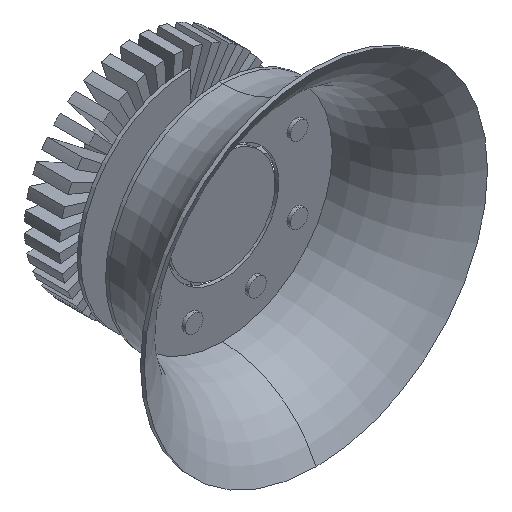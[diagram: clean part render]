
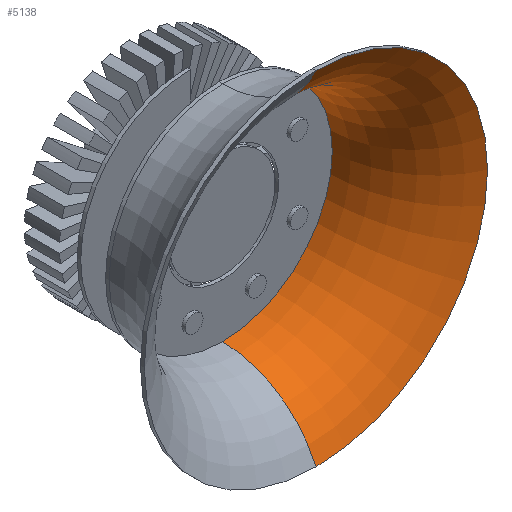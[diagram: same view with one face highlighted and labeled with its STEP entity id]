
A CAD part, isometric view. The second image highlights one B-rep face of the part: STEP entity #5138.
In plain terms, the highlighted toroidal (fillet/blend) face has major radius 120.141 mm and minor radius 57.738 mm.
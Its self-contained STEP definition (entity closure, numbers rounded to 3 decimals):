
#635 = AXIS2_PLACEMENT_3D ( 'NONE', #6305, #2820, #6871 ) ;
#737 = DIRECTION ( 'NONE',  ( 0., 1., 0. ) ) ;
#784 = AXIS2_PLACEMENT_3D ( 'NONE', #1758, #5836, #2338 ) ;
#802 = CARTESIAN_POINT ( 'NONE',  ( 0., -83.112, 97.499 ) ) ;
#846 = VERTEX_POINT ( 'NONE', #6150 ) ;
#975 = ORIENTED_EDGE ( 'NONE', *, *, #6695, .F. ) ;
#1065 = CIRCLE ( 'NONE', #2511, 57.738 ) ;
#1516 = VERTEX_POINT ( 'NONE', #802 ) ;
#1596 = CARTESIAN_POINT ( 'NONE',  ( 0., -30., -120.141 ) ) ;
#1758 = CARTESIAN_POINT ( 'NONE',  ( 0., -83.112, 0. ) ) ;
#1921 = CARTESIAN_POINT ( 'NONE',  ( 0., -30., 0. ) ) ;
#1970 = EDGE_CURVE ( 'NONE', #5393, #1516, #2644, .T. ) ;
#1977 = CIRCLE ( 'NONE', #784, 97.499 ) ;
#2177 = DIRECTION ( 'NONE',  ( 0., 0., -1. ) ) ;
#2338 = DIRECTION ( 'NONE',  ( 0., 0., 1. ) ) ;
#2406 = EDGE_CURVE ( 'NONE', #5393, #4947, #6001, .T. ) ;
#2511 = AXIS2_PLACEMENT_3D ( 'NONE', #1596, #5663, #2177 ) ;
#2644 = CIRCLE ( 'NONE', #635, 57.738 ) ;
#2721 = CARTESIAN_POINT ( 'NONE',  ( 0., -30., 0. ) ) ;
#2820 = DIRECTION ( 'NONE',  ( -1., 0., 0. ) ) ;
#3314 = DIRECTION ( 'NONE',  ( 0., 0., 1. ) ) ;
#4212 = AXIS2_PLACEMENT_3D ( 'NONE', #2721, #6777, #3314 ) ;
#4215 = AXIS2_PLACEMENT_3D ( 'NONE', #1921, #737, #5987 ) ;
#4425 = TOROIDAL_SURFACE ( 'NONE', #4215, 120.141, 57.738 ) ;
#4937 = CARTESIAN_POINT ( 'NONE',  ( 0., -30., -62.404 ) ) ;
#4947 = VERTEX_POINT ( 'NONE', #4937 ) ;
#5029 = ORIENTED_EDGE ( 'NONE', *, *, #1970, .F. ) ;
#5138 = ADVANCED_FACE ( 'NONE', ( #5972 ), #4425, .T. ) ;
#5321 = EDGE_LOOP ( 'NONE', ( #6776, #5852, #975, #5029 ) ) ;
#5372 = EDGE_CURVE ( 'NONE', #4947, #846, #1065, .T. ) ;
#5393 = VERTEX_POINT ( 'NONE', #5688 ) ;
#5663 = DIRECTION ( 'NONE',  ( 1., 0., 0. ) ) ;
#5688 = CARTESIAN_POINT ( 'NONE',  ( 0., -30., 62.404 ) ) ;
#5836 = DIRECTION ( 'NONE',  ( 0., 1., 0. ) ) ;
#5852 = ORIENTED_EDGE ( 'NONE', *, *, #5372, .T. ) ;
#5972 = FACE_OUTER_BOUND ( 'NONE', #5321, .T. ) ;
#5987 = DIRECTION ( 'NONE',  ( 0., 0., 1. ) ) ;
#6001 = CIRCLE ( 'NONE', #4212, 62.404 ) ;
#6150 = CARTESIAN_POINT ( 'NONE',  ( 0., -83.112, -97.499 ) ) ;
#6305 = CARTESIAN_POINT ( 'NONE',  ( 0., -30., 120.141 ) ) ;
#6695 = EDGE_CURVE ( 'NONE', #1516, #846, #1977, .T. ) ;
#6776 = ORIENTED_EDGE ( 'NONE', *, *, #2406, .T. ) ;
#6777 = DIRECTION ( 'NONE',  ( 0., 1., 0. ) ) ;
#6871 = DIRECTION ( 'NONE',  ( 0., 0., 1. ) ) ;
